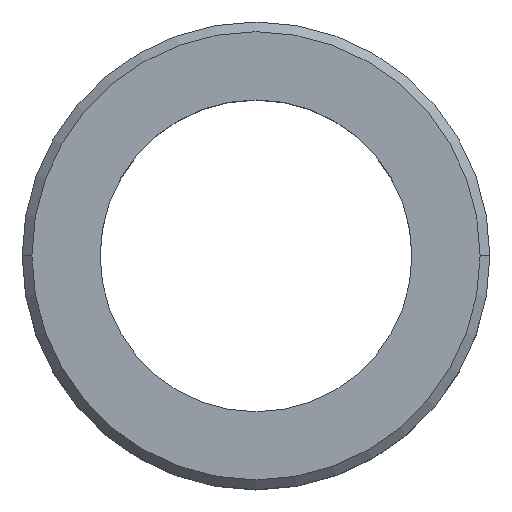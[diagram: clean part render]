
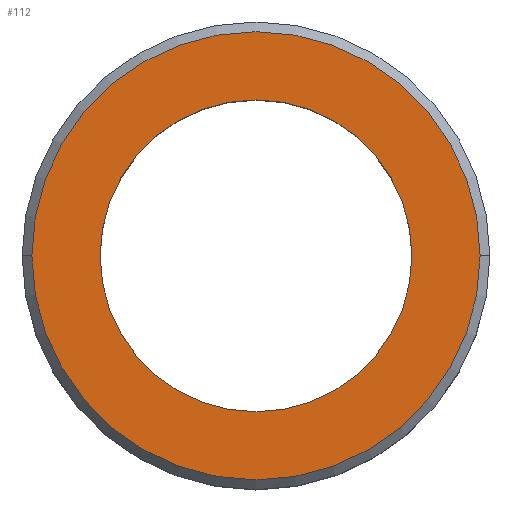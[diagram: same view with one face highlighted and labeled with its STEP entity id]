
A CAD part, top view. The second image highlights one B-rep face of the part: STEP entity #112.
In plain terms, the highlighted planar face has unit normal (0, 0, 1).
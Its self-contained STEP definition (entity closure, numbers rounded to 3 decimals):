
#1 = EDGE_LOOP ( 'NONE', ( #225, #195 ) ) ;
#29 = DIRECTION ( 'NONE',  ( 1., 0., 0. ) ) ;
#33 = EDGE_CURVE ( 'NONE', #298, #78, #79, .T. ) ;
#47 = CARTESIAN_POINT ( 'NONE',  ( -5.75, 0., 2.4 ) ) ;
#51 = VERTEX_POINT ( 'NONE', #57 ) ;
#57 = CARTESIAN_POINT ( 'NONE',  ( -4., 0., 2.4 ) ) ;
#60 = ORIENTED_EDGE ( 'NONE', *, *, #289, .F. ) ;
#61 = DIRECTION ( 'NONE',  ( 1., 0., 0. ) ) ;
#64 = DIRECTION ( 'NONE',  ( 0., 0., 1. ) ) ;
#66 = DIRECTION ( 'NONE',  ( 1., 0., 0. ) ) ;
#78 = VERTEX_POINT ( 'NONE', #249 ) ;
#79 = CIRCLE ( 'NONE', #210, 5.75 ) ;
#93 = CARTESIAN_POINT ( 'NONE',  ( 0., 0., 2.4 ) ) ;
#109 = PLANE ( 'NONE',  #184 ) ;
#112 = ADVANCED_FACE ( 'NONE', ( #180, #272 ), #109, .T. ) ;
#114 = AXIS2_PLACEMENT_3D ( 'NONE', #93, #199, #66 ) ;
#115 = CARTESIAN_POINT ( 'NONE',  ( 0., 0., 2.4 ) ) ;
#149 = EDGE_CURVE ( 'NONE', #78, #298, #186, .T. ) ;
#165 = CARTESIAN_POINT ( 'NONE',  ( 0., 0., 2.4 ) ) ;
#167 = DIRECTION ( 'NONE',  ( 0., 0., 1. ) ) ;
#179 = ORIENTED_EDGE ( 'NONE', *, *, #181, .F. ) ;
#180 = FACE_OUTER_BOUND ( 'NONE', #1, .T. ) ;
#181 = EDGE_CURVE ( 'NONE', #301, #51, #237, .T. ) ;
#182 = CARTESIAN_POINT ( 'NONE',  ( 0., 0., 2.4 ) ) ;
#184 = AXIS2_PLACEMENT_3D ( 'NONE', #115, #167, #61 ) ;
#186 = CIRCLE ( 'NONE', #213, 5.75 ) ;
#188 = DIRECTION ( 'NONE',  ( 0., 0., 1. ) ) ;
#195 = ORIENTED_EDGE ( 'NONE', *, *, #149, .T. ) ;
#196 = CARTESIAN_POINT ( 'NONE',  ( 4., 0., 2.4 ) ) ;
#199 = DIRECTION ( 'NONE',  ( 0., 0., 1. ) ) ;
#210 = AXIS2_PLACEMENT_3D ( 'NONE', #182, #273, #29 ) ;
#213 = AXIS2_PLACEMENT_3D ( 'NONE', #165, #64, #214 ) ;
#214 = DIRECTION ( 'NONE',  ( 1., 0., 0. ) ) ;
#225 = ORIENTED_EDGE ( 'NONE', *, *, #33, .T. ) ;
#237 = CIRCLE ( 'NONE', #284, 4. ) ;
#238 = CARTESIAN_POINT ( 'NONE',  ( 0., 0., 2.4 ) ) ;
#248 = CIRCLE ( 'NONE', #114, 4. ) ;
#249 = CARTESIAN_POINT ( 'NONE',  ( 5.75, 0., 2.4 ) ) ;
#267 = EDGE_LOOP ( 'NONE', ( #60, #179 ) ) ;
#272 = FACE_BOUND ( 'NONE', #267, .T. ) ;
#273 = DIRECTION ( 'NONE',  ( 0., 0., 1. ) ) ;
#277 = DIRECTION ( 'NONE',  ( 1., 0., 0. ) ) ;
#284 = AXIS2_PLACEMENT_3D ( 'NONE', #238, #188, #277 ) ;
#289 = EDGE_CURVE ( 'NONE', #51, #301, #248, .T. ) ;
#298 = VERTEX_POINT ( 'NONE', #47 ) ;
#301 = VERTEX_POINT ( 'NONE', #196 ) ;
